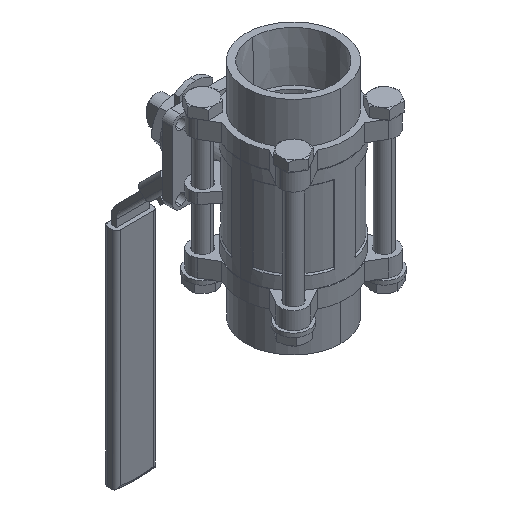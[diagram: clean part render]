
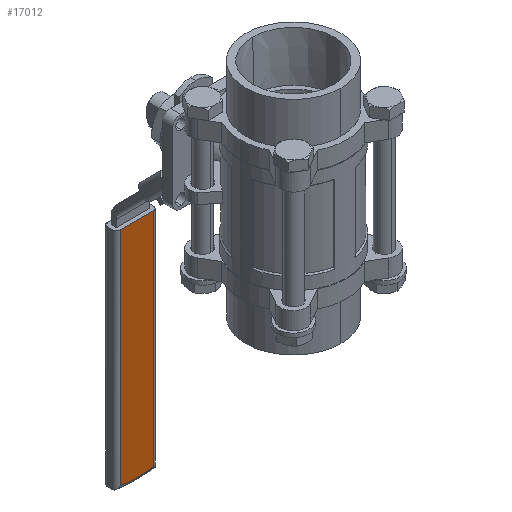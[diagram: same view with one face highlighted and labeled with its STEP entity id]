
A CAD part, isometric view. The second image highlights one B-rep face of the part: STEP entity #17012.
In plain terms, the highlighted planar face has unit normal (0, -1, 0).
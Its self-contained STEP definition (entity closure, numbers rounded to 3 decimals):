
#557 = EDGE_CURVE ( 'NONE', #1110, #1102, #7334, .T. ) ;
#563 = EDGE_CURVE ( 'NONE', #1108, #1109, #7335, .T. ) ;
#571 = EDGE_CURVE ( 'NONE', #1102, #1108, #7349, .T. ) ;
#572 = EDGE_CURVE ( 'NONE', #1109, #1110, #7351, .T. ) ;
#829 = ORIENTED_EDGE ( 'NONE', *, *, #557, .T. ) ;
#830 = ORIENTED_EDGE ( 'NONE', *, *, #571, .T. ) ;
#831 = ORIENTED_EDGE ( 'NONE', *, *, #563, .T. ) ;
#832 = ORIENTED_EDGE ( 'NONE', *, *, #572, .T. ) ;
#1102 = VERTEX_POINT ( 'NONE', #9093 ) ;
#1108 = VERTEX_POINT ( 'NONE', #9099 ) ;
#1109 = VERTEX_POINT ( 'NONE', #9100 ) ;
#1110 = VERTEX_POINT ( 'NONE', #9101 ) ;
#4759 = AXIS2_PLACEMENT_3D ( 'NONE', #7948, #7949, #7950 ) ;
#7334 = LINE ( 'NONE', #7918, #7336 ) ;
#7335 = CIRCLE ( 'NONE', #4759, 42.07 ) ;
#7336 = VECTOR ( 'NONE', #7913, 1000. ) ;
#7349 = LINE ( 'NONE', #7991, #7352 ) ;
#7351 = LINE ( 'NONE', #7993, #7354 ) ;
#7352 = VECTOR ( 'NONE', #7992, 1000. ) ;
#7354 = VECTOR ( 'NONE', #7994, 1000. ) ;
#7913 = DIRECTION ( 'NONE',  ( -1., 0., 0. ) ) ;
#7918 = CARTESIAN_POINT ( 'NONE',  ( 8., 21., -41.199 ) ) ;
#7948 = CARTESIAN_POINT ( 'NONE',  ( 0., 21., -85.971 ) ) ;
#7949 = DIRECTION ( 'NONE',  ( 0., -1., 0. ) ) ;
#7950 = DIRECTION ( 'NONE',  ( 0., 0., 1. ) ) ;
#7991 = CARTESIAN_POINT ( 'NONE',  ( -6.5, 21., -128.8 ) ) ;
#7992 = DIRECTION ( 'NONE',  ( 0., 0., -1. ) ) ;
#7993 = CARTESIAN_POINT ( 'NONE',  ( 6.5, 21., -41.199 ) ) ;
#7994 = DIRECTION ( 'NONE',  ( 0., 0., 1. ) ) ;
#9093 = CARTESIAN_POINT ( 'NONE',  ( -6.5, 21., -41.199 ) ) ;
#9099 = CARTESIAN_POINT ( 'NONE',  ( -6.5, 21., -127.536 ) ) ;
#9100 = CARTESIAN_POINT ( 'NONE',  ( 6.5, 21., -127.536 ) ) ;
#9101 = CARTESIAN_POINT ( 'NONE',  ( 6.5, 21., -41.199 ) ) ;
#11025 = FACE_OUTER_BOUND ( 'NONE', #15047, .T. ) ;
#11790 = AXIS2_PLACEMENT_3D ( 'NONE', #12325, #12334, #12335 ) ;
#12325 = CARTESIAN_POINT ( 'NONE',  ( 6.5, 21., -39.699 ) ) ;
#12332 = PLANE ( 'NONE',  #11790 ) ;
#12334 = DIRECTION ( 'NONE',  ( 0., 1., 0. ) ) ;
#12335 = DIRECTION ( 'NONE',  ( 0., 0., 1. ) ) ;
#15047 = EDGE_LOOP ( 'NONE', ( #829, #830, #831, #832 ) ) ;
#17012 = ADVANCED_FACE ( 'NONE', ( #11025 ), #12332, .F. ) ;
